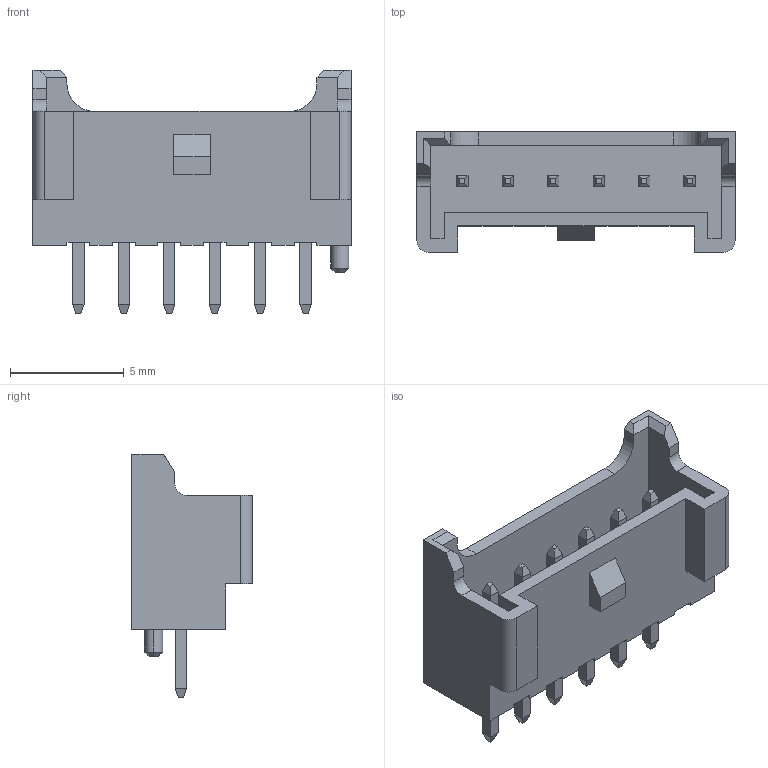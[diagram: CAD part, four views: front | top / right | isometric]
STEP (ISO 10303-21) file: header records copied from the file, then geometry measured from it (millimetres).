
FILE_DESCRIPTION (( 'STEP AP214' ), '1' );
FILE_NAME ('CONN-TH_B06B-PARK-1-LF-SN.step', '2022-08-05T10:12:57', ( '' ), ( '' ), 'SwSTEP 2.0', 'SolidWorks 2020', '' );
FILE_SCHEMA (( 'AUTOMOTIVE_DESIGN' ));
Length unit declared in the file: millimetre
Products named in the file (1): CONN-TH_B06B-PARK-1-LF-SN
Bounding box: 14 x 5.3 x 10.7 mm (x, y, z)
Volume: 245.4 mm3; surface area: 572.6 mm2
Topology: 14 solids, 14 shells, 474 faces, 1221 edges, 796 vertices
Faces by surface type: plane 352, bspline 112, cylinder 8, cone 2
Entity records: 20125 total; most frequent: CARTESIAN_POINT 4596, ORIENTED_EDGE 2442, DIRECTION 1737, EDGE_CURVE 1221, LINE 975, VECTOR 975, VERTEX_POINT 796, EDGE_LOOP 507
